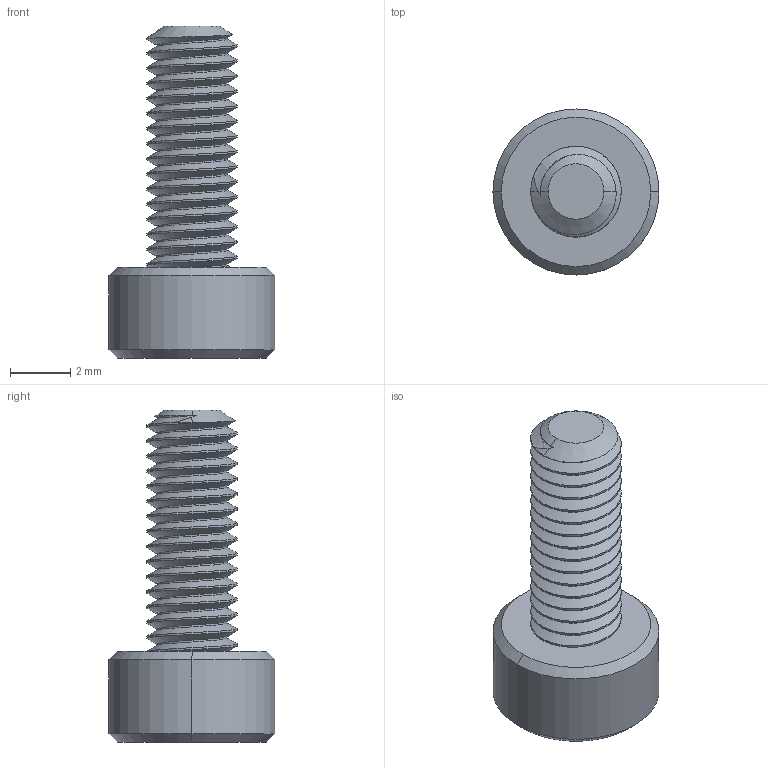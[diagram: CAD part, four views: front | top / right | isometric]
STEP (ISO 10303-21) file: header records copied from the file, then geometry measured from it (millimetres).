
FILE_DESCRIPTION (( 'STEP AP203' ), '1' );
FILE_NAME ('M3 x 0.5mm Thread 8mm LONG SOCKET HEAD CAP SCREW.step_Default_sldprt.STEP', '2022-09-20T08:33:28', ( '' ), ( '' ), 'SwSTEP 2.0', 'SolidWorks 2020', '' );
FILE_SCHEMA (( 'CONFIG_CONTROL_DESIGN' ));
Length unit declared in the file: millimetre
Products named in the file (1): M3 x 0.5mm Thread 8mm LONG SOCKET HEAD CAP SCREW.step_Default_sldprt
Bounding box: 5.5 x 5.5 x 11 mm (x, y, z)
Volume: 104.6 mm3; surface area: 223.3 mm2
Topology: 1 solids, 1 shells, 93 faces, 249 edges, 160 vertices
Faces by surface type: cylinder 67, cone 14, plane 10, bspline 2
Entity records: 4593 total; most frequent: CARTESIAN_POINT 2595, ORIENTED_EDGE 498, DIRECTION 315, EDGE_CURVE 249, VERTEX_POINT 160, AXIS2_PLACEMENT_3D 115, EDGE_LOOP 95, ADVANCED_FACE 93
